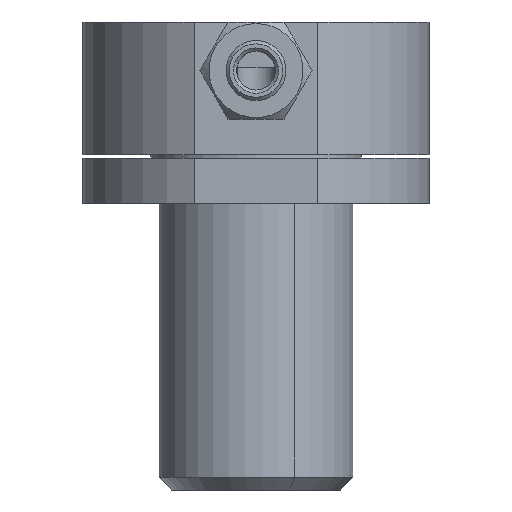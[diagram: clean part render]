
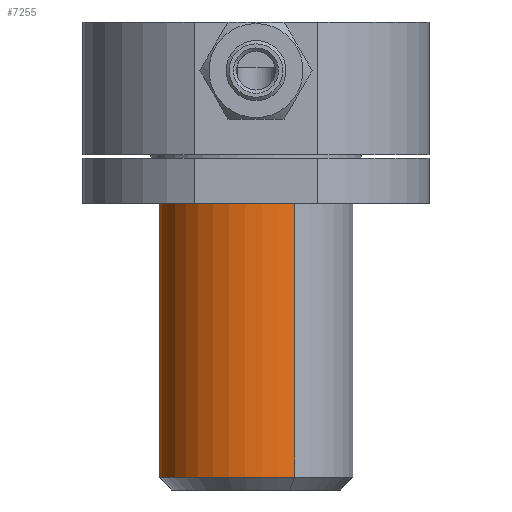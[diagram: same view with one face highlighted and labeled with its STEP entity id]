
A CAD part, front view. The second image highlights one B-rep face of the part: STEP entity #7255.
In plain terms, the highlighted cylindrical face has radius 30 mm (diameter 60 mm), a partial arc.
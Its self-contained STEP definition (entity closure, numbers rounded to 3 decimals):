
#388 = CYLINDRICAL_SURFACE ( 'NONE', #5981, 30. ) ;
#492 = CIRCLE ( 'NONE', #5209, 30. ) ;
#539 = VERTEX_POINT ( 'NONE', #4906 ) ;
#628 = VERTEX_POINT ( 'NONE', #8029 ) ;
#867 = CARTESIAN_POINT ( 'NONE',  ( 11.995, -27.498, -99.5 ) ) ;
#920 = EDGE_CURVE ( 'NONE', #539, #4805, #492, .T. ) ;
#988 = CARTESIAN_POINT ( 'NONE',  ( -11.995, 27.498, -99.5 ) ) ;
#1111 = VECTOR ( 'NONE', #5024, 1000. ) ;
#1470 = CARTESIAN_POINT ( 'NONE',  ( 11.995, -27.498, -99.5 ) ) ;
#1690 = VECTOR ( 'NONE', #1706, 1000. ) ;
#1706 = DIRECTION ( 'NONE',  ( 0., 0., 1. ) ) ;
#2597 = DIRECTION ( 'NONE',  ( 0., 0., 1. ) ) ;
#2746 = EDGE_LOOP ( 'NONE', ( #7955, #3863, #8694, #7204 ) ) ;
#2919 = CARTESIAN_POINT ( 'NONE',  ( 0., 0., -15. ) ) ;
#3630 = DIRECTION ( 'NONE',  ( -1., 0., 0. ) ) ;
#3863 = ORIENTED_EDGE ( 'NONE', *, *, #5097, .T. ) ;
#4116 = EDGE_CURVE ( 'NONE', #628, #539, #7414, .T. ) ;
#4442 = FACE_OUTER_BOUND ( 'NONE', #2746, .T. ) ;
#4508 = CARTESIAN_POINT ( 'NONE',  ( 11.995, -27.498, -15. ) ) ;
#4652 = AXIS2_PLACEMENT_3D ( 'NONE', #6888, #2597, #7620 ) ;
#4805 = VERTEX_POINT ( 'NONE', #4508 ) ;
#4906 = CARTESIAN_POINT ( 'NONE',  ( -11.995, 27.498, -15. ) ) ;
#5024 = DIRECTION ( 'NONE',  ( 0., 0., 1. ) ) ;
#5097 = EDGE_CURVE ( 'NONE', #6301, #4805, #6358, .T. ) ;
#5209 = AXIS2_PLACEMENT_3D ( 'NONE', #2919, #7936, #3630 ) ;
#5981 = AXIS2_PLACEMENT_3D ( 'NONE', #6874, #9004, #7608 ) ;
#6301 = VERTEX_POINT ( 'NONE', #867 ) ;
#6358 = LINE ( 'NONE', #1470, #1111 ) ;
#6843 = CIRCLE ( 'NONE', #4652, 30. ) ;
#6874 = CARTESIAN_POINT ( 'NONE',  ( 0., 0., -99.5 ) ) ;
#6888 = CARTESIAN_POINT ( 'NONE',  ( 0., 0., -99.5 ) ) ;
#7204 = ORIENTED_EDGE ( 'NONE', *, *, #4116, .F. ) ;
#7255 = ADVANCED_FACE ( 'NONE', ( #4442 ), #388, .T. ) ;
#7414 = LINE ( 'NONE', #988, #1690 ) ;
#7608 = DIRECTION ( 'NONE',  ( -0.4, 0.917, 0. ) ) ;
#7620 = DIRECTION ( 'NONE',  ( -0.4, 0.917, 0. ) ) ;
#7936 = DIRECTION ( 'NONE',  ( 0., 0., 1. ) ) ;
#7955 = ORIENTED_EDGE ( 'NONE', *, *, #9300, .T. ) ;
#8029 = CARTESIAN_POINT ( 'NONE',  ( -11.995, 27.498, -99.5 ) ) ;
#8694 = ORIENTED_EDGE ( 'NONE', *, *, #920, .F. ) ;
#9004 = DIRECTION ( 'NONE',  ( 0., 0., 1. ) ) ;
#9300 = EDGE_CURVE ( 'NONE', #628, #6301, #6843, .T. ) ;
